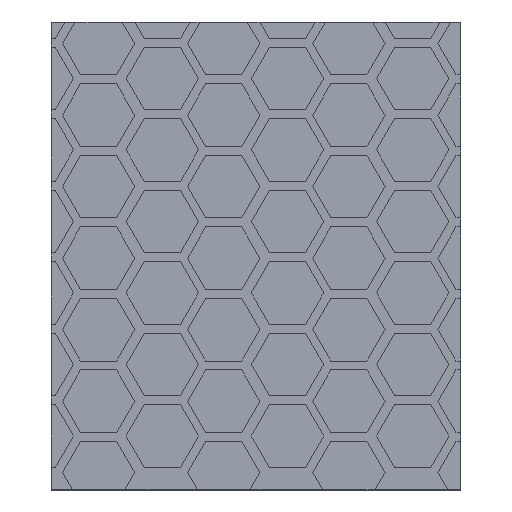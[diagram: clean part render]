
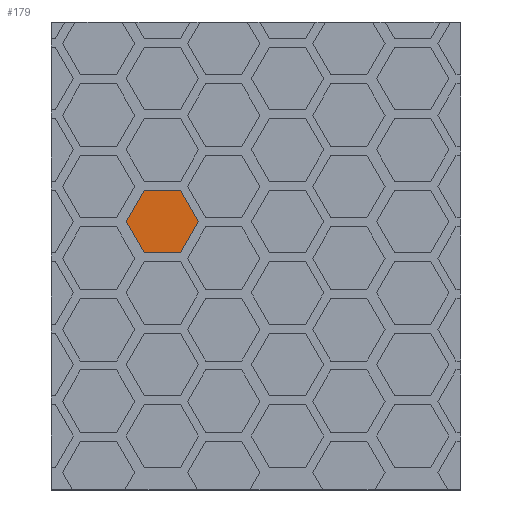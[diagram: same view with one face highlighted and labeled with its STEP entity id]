
A CAD part, top view. The second image highlights one B-rep face of the part: STEP entity #179.
In plain terms, the highlighted planar face has unit normal (0, 0, 1).
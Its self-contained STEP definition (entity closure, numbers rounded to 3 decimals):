
#179 = ADVANCED_FACE ( 'NONE', ( #9180 ), #7751, .T. ) ;
#218 = VERTEX_POINT ( 'NONE', #2765 ) ;
#263 = DIRECTION ( 'NONE',  ( -1., 0., 0. ) ) ;
#514 = DIRECTION ( 'NONE',  ( 0.5, 0.866, 0. ) ) ;
#635 = CARTESIAN_POINT ( 'NONE',  ( -134.066, 77.403, 0. ) ) ;
#908 = VERTEX_POINT ( 'NONE', #9872 ) ;
#1405 = LINE ( 'NONE', #8138, #9401 ) ;
#1686 = ORIENTED_EDGE ( 'NONE', *, *, #4480, .T. ) ;
#1979 = CARTESIAN_POINT ( 'NONE',  ( 0., 125.665, 0. ) ) ;
#2169 = EDGE_CURVE ( 'NONE', #908, #4592, #3865, .T. ) ;
#2242 = ORIENTED_EDGE ( 'NONE', *, *, #2169, .T. ) ;
#2602 = DIRECTION ( 'NONE',  ( 0., 0., 1. ) ) ;
#2651 = VECTOR ( 'NONE', #3173, 1000. ) ;
#2754 = VECTOR ( 'NONE', #9054, 1000. ) ;
#2765 = CARTESIAN_POINT ( 'NONE',  ( -45.58, 90.665, 0. ) ) ;
#3173 = DIRECTION ( 'NONE',  ( -0.5, -0.866, 0. ) ) ;
#3475 = VECTOR ( 'NONE', #5411, 1000. ) ;
#3555 = VERTEX_POINT ( 'NONE', #4424 ) ;
#3602 = LINE ( 'NONE', #1979, #9503 ) ;
#3761 = LINE ( 'NONE', #5304, #3475 ) ;
#3865 = LINE ( 'NONE', #7272, #9633 ) ;
#4092 = ORIENTED_EDGE ( 'NONE', *, *, #9474, .T. ) ;
#4271 = EDGE_CURVE ( 'NONE', #4592, #218, #1405, .T. ) ;
#4424 = CARTESIAN_POINT ( 'NONE',  ( -126.409, 90.665, 0. ) ) ;
#4480 = EDGE_CURVE ( 'NONE', #3555, #908, #8017, .T. ) ;
#4592 = VERTEX_POINT ( 'NONE', #9879 ) ;
#4776 = CARTESIAN_POINT ( 'NONE',  ( -55.548, -32.071, 0. ) ) ;
#5304 = CARTESIAN_POINT ( 'NONE',  ( 5.074, 2.929, 0. ) ) ;
#5411 = DIRECTION ( 'NONE',  ( -0.5, 0.866, 0. ) ) ;
#5641 = EDGE_LOOP ( 'NONE', ( #1686, #2242, #10338, #9260, #6267, #4092 ) ) ;
#6267 = ORIENTED_EDGE ( 'NONE', *, *, #10851, .T. ) ;
#6762 = DIRECTION ( 'NONE',  ( 1., 0., 0. ) ) ;
#7272 = CARTESIAN_POINT ( 'NONE',  ( 0., 55.665, 0. ) ) ;
#7751 = PLANE ( 'NONE',  #8360 ) ;
#8017 = LINE ( 'NONE', #4776, #2754 ) ;
#8027 = CARTESIAN_POINT ( 'NONE',  ( -106.202, 125.665, 0. ) ) ;
#8138 = CARTESIAN_POINT ( 'NONE',  ( -73.444, 42.403, 0. ) ) ;
#8152 = LINE ( 'NONE', #635, #2651 ) ;
#8318 = EDGE_CURVE ( 'NONE', #218, #9080, #3761, .T. ) ;
#8360 = AXIS2_PLACEMENT_3D ( 'NONE', #9509, #2602, #6762 ) ;
#9054 = DIRECTION ( 'NONE',  ( 0.5, -0.866, 0. ) ) ;
#9080 = VERTEX_POINT ( 'NONE', #9932 ) ;
#9180 = FACE_OUTER_BOUND ( 'NONE', #5641, .T. ) ;
#9260 = ORIENTED_EDGE ( 'NONE', *, *, #8318, .T. ) ;
#9401 = VECTOR ( 'NONE', #514, 1000. ) ;
#9474 = EDGE_CURVE ( 'NONE', #10227, #3555, #8152, .T. ) ;
#9503 = VECTOR ( 'NONE', #263, 1000. ) ;
#9509 = CARTESIAN_POINT ( 'NONE',  ( 0., 0., 0. ) ) ;
#9633 = VECTOR ( 'NONE', #9732, 1000. ) ;
#9732 = DIRECTION ( 'NONE',  ( 1., 0., 0. ) ) ;
#9872 = CARTESIAN_POINT ( 'NONE',  ( -106.202, 55.665, 0. ) ) ;
#9879 = CARTESIAN_POINT ( 'NONE',  ( -65.788, 55.665, 0. ) ) ;
#9932 = CARTESIAN_POINT ( 'NONE',  ( -65.788, 125.665, 0. ) ) ;
#10227 = VERTEX_POINT ( 'NONE', #8027 ) ;
#10338 = ORIENTED_EDGE ( 'NONE', *, *, #4271, .T. ) ;
#10851 = EDGE_CURVE ( 'NONE', #9080, #10227, #3602, .T. ) ;
